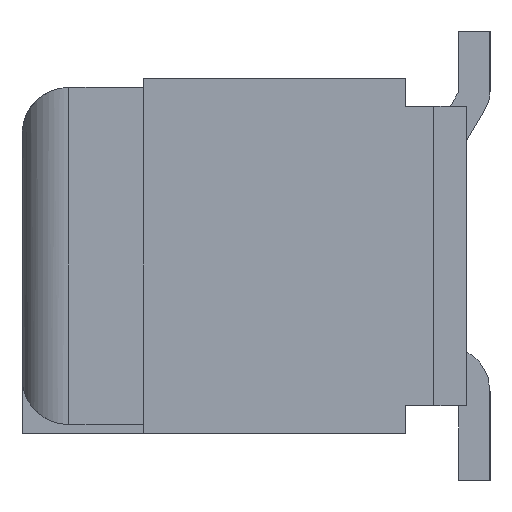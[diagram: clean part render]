
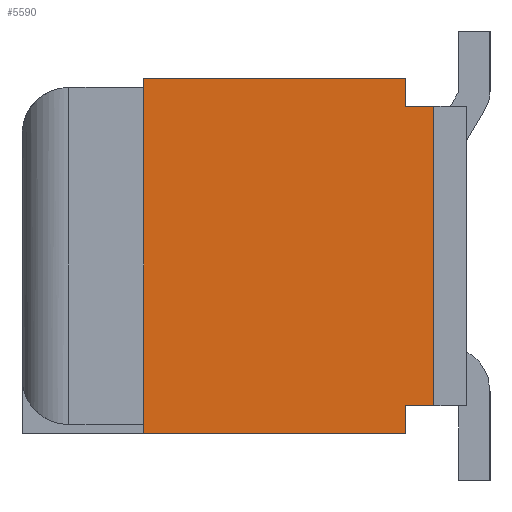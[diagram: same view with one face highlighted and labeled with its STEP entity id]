
A CAD part, left-side view. The second image highlights one B-rep face of the part: STEP entity #5590.
In plain terms, the highlighted planar face has unit normal (-1, 0, 0).
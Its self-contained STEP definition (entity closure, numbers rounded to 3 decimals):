
#3626=VERTEX_POINT('',#10749);
#4318=VERTEX_POINT('',#11497);
#4502=EDGE_CURVE('',#3626,#7066,#11703,.T.);
#5564=VERTEX_POINT('',#12853);
#5590=ADVANCED_FACE('',(#12880),#12881,.F.);
#5990=EDGE_CURVE('',#4318,#5564,#13319,.T.);
#6320=VERTEX_POINT('',#13701);
#6882=VERTEX_POINT('',#14317);
#7066=VERTEX_POINT('',#14513);
#7176=EDGE_CURVE('',#9142,#5564,#14629,.T.);
#7466=VERTEX_POINT('',#14943);
#7706=EDGE_CURVE('',#7066,#9142,#15212,.T.);
#7826=EDGE_CURVE('',#6320,#3626,#15343,.T.);
#7866=EDGE_CURVE('',#9098,#7466,#15386,.T.);
#8114=EDGE_CURVE('',#6882,#6320,#15655,.T.);
#8230=EDGE_CURVE('',#4318,#9098,#15776,.T.);
#9098=VERTEX_POINT('',#16724);
#9140=EDGE_CURVE('',#6882,#9574,#16769,.T.);
#9142=VERTEX_POINT('',#16771);
#9562=EDGE_CURVE('',#7466,#9574,#17212,.T.);
#9574=VERTEX_POINT('',#17224);
#10749=CARTESIAN_POINT('',(-9.5,0.6,-1.6));
#11497=CARTESIAN_POINT('',(-9.5,3.7,1.9));
#11703=LINE('',#19895,#19896);
#12853=CARTESIAN_POINT('',(-9.5,0.9,1.9));
#12880=FACE_OUTER_BOUND('',#21621,.T.);
#12881=PLANE('',#21622);
#13319=LINE('',#22255,#22256);
#13701=CARTESIAN_POINT('',(-9.5,0.9,-1.6));
#14317=CARTESIAN_POINT('',(-9.5,0.9,-1.9));
#14513=CARTESIAN_POINT('',(-9.5,0.6,1.6));
#14629=LINE('',#24150,#24151);
#14943=CARTESIAN_POINT('',(-9.5,3.7,-1.8));
#15212=LINE('',#24995,#24996);
#15343=LINE('',#25190,#25191);
#15386=LINE('',#25257,#25258);
#15655=LINE('',#25650,#25651);
#15776=LINE('',#25837,#25838);
#16724=CARTESIAN_POINT('',(-9.5,3.7,1.8));
#16769=LINE('',#27262,#27263);
#16771=CARTESIAN_POINT('',(-9.5,0.9,1.6));
#17212=LINE('',#27930,#27931);
#17224=CARTESIAN_POINT('',(-9.5,3.7,-1.9));
#19895=CARTESIAN_POINT('',(-9.5,0.6,0.0));
#19896=VECTOR('',#30654,1.0);
#21621=EDGE_LOOP('',(#31835,#31836,#31837,#31838,#31839,#31840,#31841,#31842,#31843,#31844));
#21622=AXIS2_PLACEMENT_3D('',#31845,#31846,#31847);
#22255=CARTESIAN_POINT('',(-9.5,1.975,1.9));
#22256=VECTOR('',#32410,1.0);
#24150=CARTESIAN_POINT('',(-9.5,0.9,0.875));
#24151=VECTOR('',#33778,1.0);
#24995=CARTESIAN_POINT('',(-9.5,1.213,1.6));
#24996=VECTOR('',#34418,1.0);
#25190=CARTESIAN_POINT('',(-9.5,1.213,-1.6));
#25191=VECTOR('',#34543,1.0);
#25257=CARTESIAN_POINT('',(-9.5,3.7,0.0));
#25258=VECTOR('',#34579,1.0);
#25650=CARTESIAN_POINT('',(-9.5,0.9,-0.875));
#25651=VECTOR('',#34827,1.0);
#25837=CARTESIAN_POINT('',(-9.5,3.7,0.0));
#25838=VECTOR('',#34900,1.0);
#27262=CARTESIAN_POINT('',(-9.5,1.975,-1.9));
#27263=VECTOR('',#35971,1.0);
#27930=CARTESIAN_POINT('',(-9.5,3.7,0.0));
#27931=VECTOR('',#36301,1.0);
#30654=DIRECTION('',(-0.0,0.0,1.0));
#31835=ORIENTED_EDGE('',*,*,#7826,.T.);
#31836=ORIENTED_EDGE('',*,*,#4502,.T.);
#31837=ORIENTED_EDGE('',*,*,#7706,.T.);
#31838=ORIENTED_EDGE('',*,*,#7176,.T.);
#31839=ORIENTED_EDGE('',*,*,#5990,.F.);
#31840=ORIENTED_EDGE('',*,*,#8230,.T.);
#31841=ORIENTED_EDGE('',*,*,#7866,.T.);
#31842=ORIENTED_EDGE('',*,*,#9562,.T.);
#31843=ORIENTED_EDGE('',*,*,#9140,.F.);
#31844=ORIENTED_EDGE('',*,*,#8114,.T.);
#31845=CARTESIAN_POINT('',(-9.5,1.975,0.0));
#31846=DIRECTION('',(1.0,0.0,0.0));
#31847=DIRECTION('',(0.0,0.0,-1.0));
#32410=DIRECTION('',(0.0,-1.0,0.0));
#33778=DIRECTION('',(-0.0,0.0,1.0));
#34418=DIRECTION('',(0.0,1.0,0.0));
#34543=DIRECTION('',(0.0,-1.0,0.0));
#34579=DIRECTION('',(0.0,0.0,-1.0));
#34827=DIRECTION('',(-0.0,0.0,1.0));
#34900=DIRECTION('',(0.0,0.0,-1.0));
#35971=DIRECTION('',(0.0,1.0,0.0));
#36301=DIRECTION('',(0.0,0.0,-1.0));
